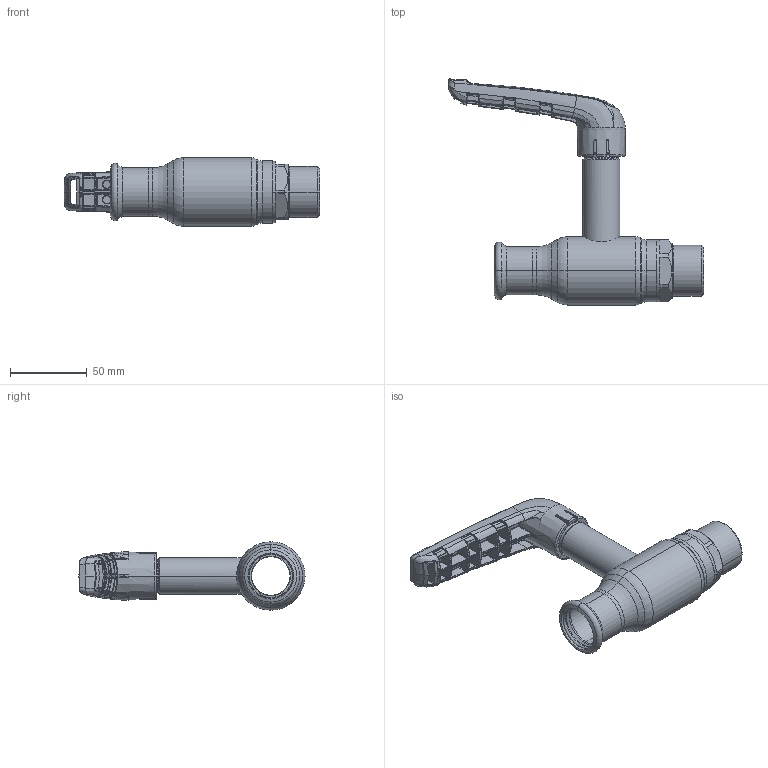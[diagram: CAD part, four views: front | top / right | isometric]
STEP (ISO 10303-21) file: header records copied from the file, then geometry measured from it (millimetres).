
FILE_DESCRIPTION (( 'STEP AP214' ), '1' );
FILE_NAME ('2025001201-xxxx.step', '2019-05-10T10:39:12', ( '' ), ( '' ), 'SwSTEP 2.0', 'SolidWorks 2017', '' );
FILE_SCHEMA (( 'AUTOMOTIVE_DESIGN' ));
Length unit declared in the file: millimetre
Products named in the file (1): 2025001201-xxxx
Bounding box: 166.07 x 147.06 x 44.5 mm (x, y, z)
Surface area: 45228.5 mm2 (no closed solid volume)
Topology: 0 solids, 8 shells, 725 faces, 2415 edges, 1599 vertices
Faces by surface type: bspline 568, plane 63, cylinder 34, cone 29, torus 23, sphere 8
Entity records: 57310 total; most frequent: CARTESIAN_POINT 33955, ORIENTED_EDGE 3916, EDGE_CURVE 2411, B_SPLINE_CURVE_WITH_KNOTS 1689, VERTEX_POINT 1599, DIRECTION 1594, EDGE_LOOP 746, UNCERTAINTY_MEASURE_WITH_UNIT 727
